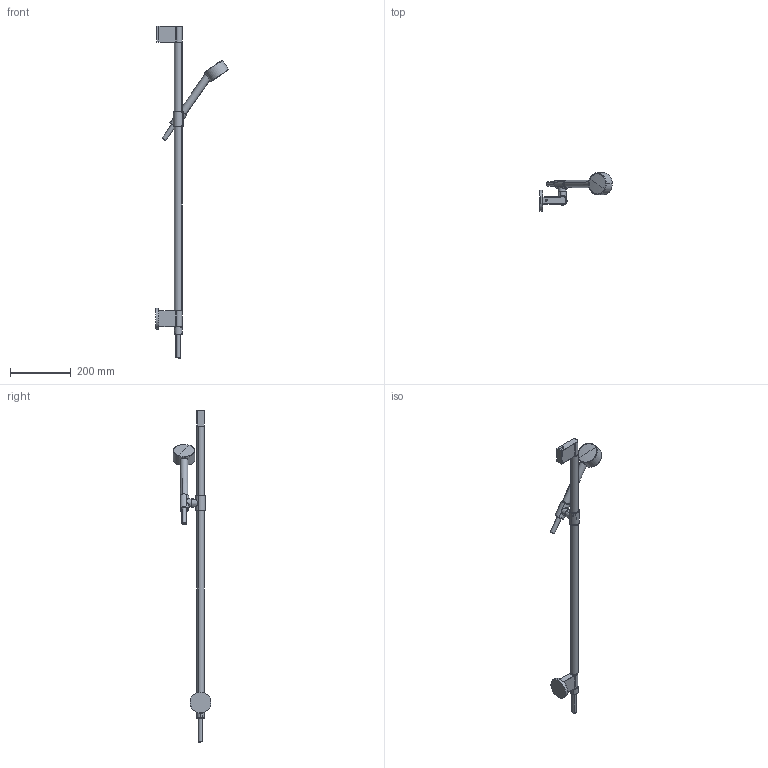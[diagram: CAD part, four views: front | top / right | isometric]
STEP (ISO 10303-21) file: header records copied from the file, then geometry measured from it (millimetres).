
FILE_DESCRIPTION(('CATIA V6 STEP','CAx-IF Rec.Pracs.--- Model Styling and Organization---1.4--- 2014-01-23','CAx-IF Rec.Pracs.---3D Tessellated Data Validation Properties---0.5---2014-09-14'),'2;1');
FILE_NAME('prd-HG-00016369.stp','2020-12-07T14:29:34+00:00',('none'),('none'),'3DEXPERIENCE Platform3DEXPERIENCE R2019x HotFix 5','3DEXPERIENCE Platform STEP AP242 v1','none');
FILE_SCHEMA(('AP242_MANAGED_MODEL_BASED_3D_ENGINEERING_MIM_LF {1 0 10303 442 1 1 4}'));
Length unit declared in the file: millimetre
Products named in the file (30): P-2_AX_One_Brausenset_HB_1jet; P-2_Gehaeuse_Showerpipe_FixFit_AX_BO; P-2_Aufnahme_Oxbow; P-2_Rosette_Brauseset_FixFit_AX_BO; V5_Gewindestift_DIN914-M5x8-A2; V5_Huelse_Brauseset_FixFit_AX_BO; P-2_Gehaeuse_Brausenhalter_AX_BO; P-2_Ausgleichsplatte_Unica_2001; V5_Kegelschlitzschraube_Unica-Axor; P-2_AX_One_Handbrause_1jet; P-2_Griff_kpl.HB_B&O; P-2_Griffkopf_B&O_HB_10; P-2_Griffrohr_HB_B&O_10; P-2_2k-Strahleinsatz_B&O_HB_75; P-2_Wasserfuehrung_B&O_HB_10; P-2_Deckel_B&O_HB_K10; V5_P_2_Schieber_Showerpipe_UP; V5_P_2_Fuehrung_Oxbow; V5_P_2_Konusaufnahme_Oxbow; V5_P_2_Schnappfutter_Oxbow; V5_P_2_Gleithuelse; V5_P_2_Schraube_Oxbow; V5_Gewindestift_DIN551-M5x10-A1; V5_Rohr_D25_883,5_lang_AX_BO; V5_P_2_Isiflex_B_Schlauchstueck_EB_Festsei.; V5_P_2_Huelse_aussenverpresst; V5_P_2_Mutter_Festseite_Isiflex; V5_P_2_Isiflex_MW_TPE/PVC; V5_P_2_Isiflex_B_Schlauchstueck_EB_Wirbels.; V5_P_2_Mutter_Wirbelseite_Isiflex
Assembly tree (36 placements, depth 4):
  P-2_AX_One_Brausenset_HB_1jet
    P-2_Gehaeuse_Showerpipe_FixFit_AX_BO
    P-2_Aufnahme_Oxbow  x2
    P-2_Rosette_Brauseset_FixFit_AX_BO
    V5_Gewindestift_DIN914-M5x8-A2
    V5_Huelse_Brauseset_FixFit_AX_BO
    P-2_Gehaeuse_Brausenhalter_AX_BO
    P-2_Ausgleichsplatte_Unica_2001
    V5_Kegelschlitzschraube_Unica-Axor
    P-2_AX_One_Handbrause_1jet
      P-2_Griff_kpl.HB_B&O
        P-2_Griffkopf_B&O_HB_10
        P-2_Griffrohr_HB_B&O_10
      P-2_2k-Strahleinsatz_B&O_HB_75  x5
      P-2_Wasserfuehrung_B&O_HB_10
      P-2_Deckel_B&O_HB_K10
    V5_P_2_Schieber_Showerpipe_UP
      V5_P_2_Fuehrung_Oxbow
      V5_P_2_Konusaufnahme_Oxbow
      V5_P_2_Schnappfutter_Oxbow
      V5_P_2_Gleithuelse
      V5_P_2_Schraube_Oxbow
      V5_Gewindestift_DIN551-M5x10-A1
    V5_Rohr_D25_883,5_lang_AX_BO
    V5_P_2_Isiflex_B_Schlauchstueck_EB_Festsei.
      V5_P_2_Huelse_aussenverpresst
      V5_P_2_Mutter_Festseite_Isiflex
      V5_P_2_Isiflex_MW_TPE/PVC
    V5_P_2_Isiflex_B_Schlauchstueck_EB_Wirbels.
      V5_P_2_Mutter_Wirbelseite_Isiflex
      V5_P_2_Huelse_aussenverpresst
      V5_P_2_Isiflex_MW_TPE/PVC
Bounding box: 239.99 x 125.25 x 1096.32 mm (x, y, z)
Volume: 620022.3 mm3; surface area: 277682.6 mm2
Topology: 31 solids, 31 shells, 6413 faces, 14797 edges, 9017 vertices
Faces by surface type: bspline 2458, torus 1394, plane 1353, cone 670, cylinder 506, sphere 32
Entity records: 99048 total; most frequent: CARTESIAN_POINT 57333, ORIENTED_EDGE 10534, EDGE_CURVE 5267, DIRECTION 4630, VERTEX_POINT 3291, B_SPLINE_CURVE_WITH_KNOTS 2757, AXIS2_PLACEMENT_3D 2630, EDGE_LOOP 2324
